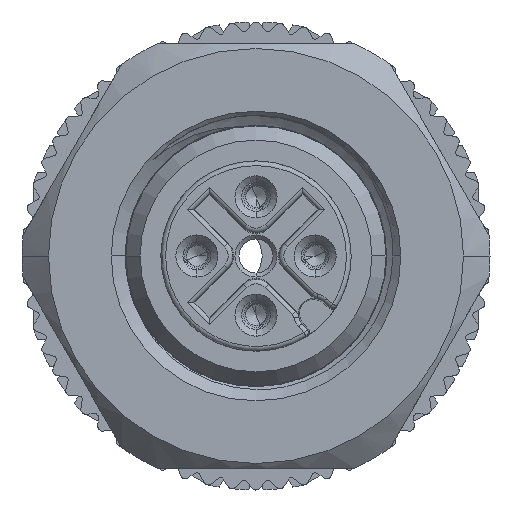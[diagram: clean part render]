
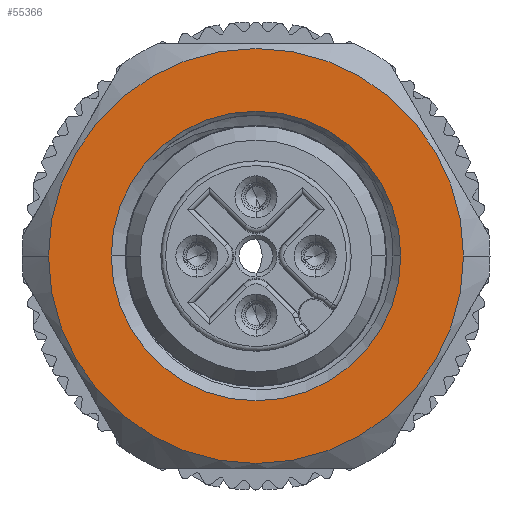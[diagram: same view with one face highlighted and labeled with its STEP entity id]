
A CAD part, front view. The second image highlights one B-rep face of the part: STEP entity #55366.
In plain terms, the highlighted planar face has unit normal (0, -1, 0).
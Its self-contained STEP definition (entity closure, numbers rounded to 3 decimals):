
#9375=CARTESIAN_POINT('',(0.,-8.95,0.));
#9376=DIRECTION('',(0.,1.,0.));
#9377=DIRECTION('',(-1.,0.,0.));
#9378=AXIS2_PLACEMENT_3D('',#9375,#9376,#9377);
#9380=CARTESIAN_POINT('',(0.,-8.95,0.));
#9381=DIRECTION('',(0.,1.,0.));
#9382=DIRECTION('',(1.,0.,0.));
#9383=AXIS2_PLACEMENT_3D('',#9380,#9381,#9382);
#9385=CARTESIAN_POINT('',(0.,-8.95,0.));
#9386=DIRECTION('',(0.,-1.,0.));
#9387=DIRECTION('',(1.,0.,0.));
#9388=AXIS2_PLACEMENT_3D('',#9385,#9386,#9387);
#9390=CARTESIAN_POINT('',(0.,-8.95,0.));
#9391=DIRECTION('',(0.,-1.,0.));
#9392=DIRECTION('',(0.,0.,1.));
#9393=AXIS2_PLACEMENT_3D('',#9390,#9391,#9392);
#9395=CARTESIAN_POINT('',(0.,-8.95,0.));
#9396=DIRECTION('',(0.,-1.,0.));
#9397=DIRECTION('',(-1.,0.,0.));
#9398=AXIS2_PLACEMENT_3D('',#9395,#9396,#9397);
#9400=CARTESIAN_POINT('',(0.,-8.95,0.));
#9401=DIRECTION('',(0.,-1.,0.));
#9402=DIRECTION('',(0.,0.,-1.));
#9403=AXIS2_PLACEMENT_3D('',#9400,#9401,#9402);
#35514=CARTESIAN_POINT('',(8.779,-8.95,0.));
#35515=CARTESIAN_POINT('',(-8.779,-8.95,0.));
#35516=VERTEX_POINT('',#35514);
#35517=VERTEX_POINT('',#35515);
#35518=CARTESIAN_POINT('',(0.,-8.95,6.125));
#35519=CARTESIAN_POINT('',(-6.125,-8.95,0.));
#35520=VERTEX_POINT('',#35518);
#35521=VERTEX_POINT('',#35519);
#35522=CARTESIAN_POINT('',(6.125,-8.95,0.));
#35523=VERTEX_POINT('',#35522);
#35524=CARTESIAN_POINT('',(0.,-8.95,-6.125));
#35525=VERTEX_POINT('',#35524);
#55346=CARTESIAN_POINT('',(0.,-8.95,0.));
#55347=DIRECTION('',(0.,1.,0.));
#55348=DIRECTION('',(1.,0.,0.));
#55349=AXIS2_PLACEMENT_3D('',#55346,#55347,#55348);
#55350=PLANE('',#55349);
#55352=ORIENTED_EDGE('',*,*,#55351,.T.);
#55353=ORIENTED_EDGE('',*,*,#55330,.T.);
#55354=EDGE_LOOP('',(#55352,#55353));
#55355=FACE_OUTER_BOUND('',#55354,.F.);
#55357=ORIENTED_EDGE('',*,*,#55356,.T.);
#55359=ORIENTED_EDGE('',*,*,#55358,.T.);
#55361=ORIENTED_EDGE('',*,*,#55360,.T.);
#55363=ORIENTED_EDGE('',*,*,#55362,.T.);
#55364=EDGE_LOOP('',(#55357,#55359,#55361,#55363));
#55365=FACE_BOUND('',#55364,.F.);
#55366=ADVANCED_FACE('',(#55355,#55365),#55350,.F.);
#9379=CIRCLE('',#9378,8.779);
#9384=CIRCLE('',#9383,8.779);
#9389=CIRCLE('',#9388,6.125);
#9394=CIRCLE('',#9393,6.125);
#9399=CIRCLE('',#9398,6.125);
#9404=CIRCLE('',#9403,6.125);
#55330=EDGE_CURVE('',#35516,#35517,#9384,.T.);
#55351=EDGE_CURVE('',#35517,#35516,#9379,.T.);
#55356=EDGE_CURVE('',#35523,#35520,#9389,.T.);
#55358=EDGE_CURVE('',#35520,#35521,#9394,.T.);
#55360=EDGE_CURVE('',#35521,#35525,#9399,.T.);
#55362=EDGE_CURVE('',#35525,#35523,#9404,.T.);
